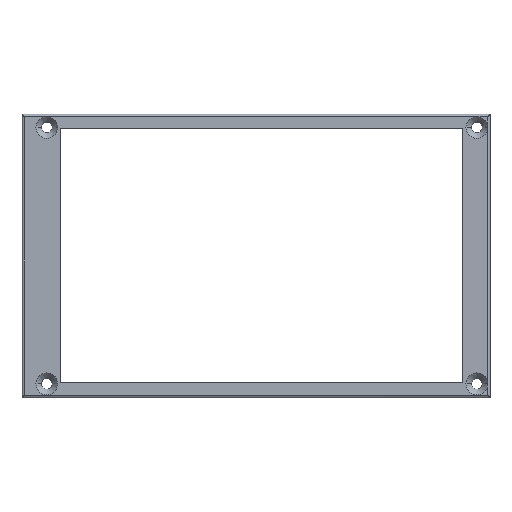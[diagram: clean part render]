
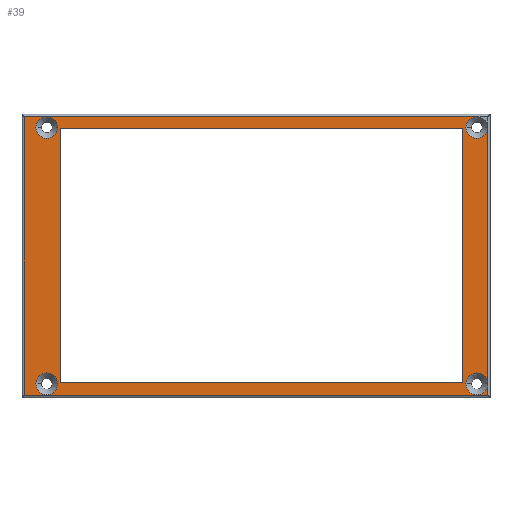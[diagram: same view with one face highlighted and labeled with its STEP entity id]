
A CAD part, top view. The second image highlights one B-rep face of the part: STEP entity #39.
In plain terms, the highlighted planar face has unit normal (0, 0, 1).
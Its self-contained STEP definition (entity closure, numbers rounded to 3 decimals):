
#19=FACE_BOUND('',#103,.T.);
#20=FACE_BOUND('',#104,.T.);
#39=ADVANCED_FACE('',(#68,#19,#20),#505,.T.);
#68=FACE_OUTER_BOUND('',#102,.T.);
#102=EDGE_LOOP('',(#198,#199,#200,#201,#202,#203,#204,#205,#206,#207,#208,
#209,#210));
#103=EDGE_LOOP('',(#211,#212,#213,#214));
#104=EDGE_LOOP('',(#215,#216));
#198=ORIENTED_EDGE('',*,*,#307,.T.);
#199=ORIENTED_EDGE('',*,*,#333,.F.);
#200=ORIENTED_EDGE('',*,*,#298,.F.);
#201=ORIENTED_EDGE('',*,*,#308,.T.);
#202=ORIENTED_EDGE('',*,*,#331,.F.);
#203=ORIENTED_EDGE('',*,*,#316,.F.);
#204=ORIENTED_EDGE('',*,*,#311,.T.);
#205=ORIENTED_EDGE('',*,*,#315,.T.);
#206=ORIENTED_EDGE('',*,*,#292,.T.);
#207=ORIENTED_EDGE('',*,*,#328,.T.);
#208=ORIENTED_EDGE('',*,*,#312,.T.);
#209=ORIENTED_EDGE('',*,*,#314,.T.);
#210=ORIENTED_EDGE('',*,*,#313,.T.);
#211=ORIENTED_EDGE('',*,*,#273,.T.);
#212=ORIENTED_EDGE('',*,*,#277,.T.);
#213=ORIENTED_EDGE('',*,*,#280,.T.);
#214=ORIENTED_EDGE('',*,*,#282,.T.);
#215=ORIENTED_EDGE('',*,*,#336,.F.);
#216=ORIENTED_EDGE('',*,*,#301,.F.);
#273=EDGE_CURVE('',#440,#439,#407,.T.);
#277=EDGE_CURVE('',#439,#442,#411,.T.);
#280=EDGE_CURVE('',#442,#444,#414,.T.);
#282=EDGE_CURVE('',#444,#440,#416,.T.);
#292=EDGE_CURVE('',#450,#471,#339,.T.);
#298=EDGE_CURVE('',#454,#475,#343,.T.);
#301=EDGE_CURVE('',#456,#476,#345,.T.);
#307=EDGE_CURVE('',#461,#454,#421,.T.);
#308=EDGE_CURVE('',#454,#452,#422,.T.);
#311=EDGE_CURVE('',#463,#464,#425,.T.);
#312=EDGE_CURVE('',#464,#465,#426,.T.);
#313=EDGE_CURVE('',#466,#461,#427,.T.);
#314=EDGE_CURVE('',#465,#466,#428,.T.);
#315=EDGE_CURVE('',#464,#450,#347,.T.);
#316=EDGE_CURVE('',#463,#473,#348,.T.);
#328=EDGE_CURVE('',#471,#464,#353,.T.);
#331=EDGE_CURVE('',#473,#452,#355,.T.);
#333=EDGE_CURVE('',#475,#454,#356,.T.);
#336=EDGE_CURVE('',#476,#456,#358,.T.);
#339=TRIMMED_CURVE($,#377,(#1000),(#1001),.T.,.CARTESIAN.);
#343=TRIMMED_CURVE($,#381,(#1020),(#1021),.T.,.CARTESIAN.);
#345=TRIMMED_CURVE($,#383,(#1030),(#1031),.T.,.CARTESIAN.);
#347=TRIMMED_CURVE($,#385,(#1060),(#1061),.T.,.CARTESIAN.);
#348=TRIMMED_CURVE($,#386,(#1063),(#1064),.T.,.CARTESIAN.);
#353=TRIMMED_CURVE($,#391,(#1134),(#1135),.T.,.CARTESIAN.);
#355=TRIMMED_CURVE($,#393,(#1144),(#1145),.T.,.CARTESIAN.);
#356=TRIMMED_CURVE($,#394,(#1151),(#1152),.T.,.CARTESIAN.);
#358=TRIMMED_CURVE($,#396,(#1161),(#1162),.T.,.CARTESIAN.);
#377=CIRCLE('',#619,3.3);
#381=CIRCLE('',#623,3.3);
#383=CIRCLE('',#625,3.3);
#385=CIRCLE('',#627,3.3);
#386=CIRCLE('',#628,3.3);
#391=CIRCLE('',#633,3.3);
#393=CIRCLE('',#635,3.3);
#394=CIRCLE('',#636,3.3);
#396=CIRCLE('',#638,3.3);
#407=B_SPLINE_CURVE_WITH_KNOTS('',1,(#959,#960),.UNSPECIFIED.,.F.,.F.,(2,
2),(0.,122.2),.UNSPECIFIED.);
#411=B_SPLINE_CURVE_WITH_KNOTS('',1,(#967,#968),.UNSPECIFIED.,.F.,.F.,(2,
2),(122.2,123.2),.UNSPECIFIED.);
#414=B_SPLINE_CURVE_WITH_KNOTS('',1,(#973,#974),.UNSPECIFIED.,.F.,.F.,(2,
2),(123.2,245.4),.UNSPECIFIED.);
#416=B_SPLINE_CURVE_WITH_KNOTS('',1,(#977,#978),.UNSPECIFIED.,.F.,.F.,(2,
2),(245.4,246.4),.UNSPECIFIED.);
#421=B_SPLINE_CURVE_WITH_KNOTS('',1,(#1043,#1044),.UNSPECIFIED.,.F.,.F.,
(2,2),(0.7,4.2),.UNSPECIFIED.);
#422=B_SPLINE_CURVE_WITH_KNOTS('',1,(#1045,#1046),.UNSPECIFIED.,.F.,.F.,
(2,2),(4.2,82.),.UNSPECIFIED.);
#425=B_SPLINE_CURVE_WITH_KNOTS('',1,(#1051,#1052),.UNSPECIFIED.,.F.,.F.,
(2,2),(4.,134.5),.UNSPECIFIED.);
#426=B_SPLINE_CURVE_WITH_KNOTS('',1,(#1053,#1054),.UNSPECIFIED.,.F.,.F.,
(2,2),(134.5,141.3),.UNSPECIFIED.);
#427=B_SPLINE_CURVE_WITH_KNOTS('',1,(#1055,#1056),.UNSPECIFIED.,.F.,.F.,
(2,2),(0.7,141.3),.UNSPECIFIED.);
#428=B_SPLINE_CURVE_WITH_KNOTS('',1,(#1057,#1058),.UNSPECIFIED.,.F.,.F.,
(2,2),(0.7,85.3),.UNSPECIFIED.);
#439=VERTEX_POINT('',#901);
#440=VERTEX_POINT('',#902);
#442=VERTEX_POINT('',#904);
#444=VERTEX_POINT('',#906);
#450=VERTEX_POINT('',#912);
#452=VERTEX_POINT('',#914);
#454=VERTEX_POINT('',#916);
#456=VERTEX_POINT('',#918);
#461=VERTEX_POINT('',#923);
#463=VERTEX_POINT('',#925);
#464=VERTEX_POINT('',#926);
#465=VERTEX_POINT('',#927);
#466=VERTEX_POINT('',#928);
#471=VERTEX_POINT('',#933);
#473=VERTEX_POINT('',#935);
#475=VERTEX_POINT('',#937);
#476=VERTEX_POINT('',#938);
#505=PLANE('',#608);
#608=AXIS2_PLACEMENT_3D('',#808,#656,$);
#619=AXIS2_PLACEMENT_3D($,#999,#671,#672);
#623=AXIS2_PLACEMENT_3D($,#1019,#679,#680);
#625=AXIS2_PLACEMENT_3D($,#1029,#683,#684);
#627=AXIS2_PLACEMENT_3D($,#1059,#687,#688);
#628=AXIS2_PLACEMENT_3D($,#1062,#689,#690);
#633=AXIS2_PLACEMENT_3D($,#1133,#699,#700);
#635=AXIS2_PLACEMENT_3D($,#1143,#703,#704);
#636=AXIS2_PLACEMENT_3D($,#1150,#705,#706);
#638=AXIS2_PLACEMENT_3D($,#1160,#709,#710);
#656=DIRECTION('',(0.,0.,1.));
#671=DIRECTION('',(0.,0.,-1.));
#672=DIRECTION('',(1.,0.,0.));
#679=DIRECTION('',(0.,0.,1.));
#680=DIRECTION('',(1.,0.,0.));
#683=DIRECTION('',(0.,0.,1.));
#684=DIRECTION('',(1.,0.,0.));
#687=DIRECTION('',(0.,0.,-1.));
#688=DIRECTION('',(0.,1.,0.));
#689=DIRECTION('',(0.,0.,1.));
#690=DIRECTION('',(0.,1.,0.));
#699=DIRECTION('',(0.,0.,-1.));
#700=DIRECTION('',(-1.,0.,0.));
#703=DIRECTION('',(0.,0.,1.));
#704=DIRECTION('',(-1.,0.,0.));
#705=DIRECTION('',(0.,0.,1.));
#706=DIRECTION('',(-1.,0.,0.));
#709=DIRECTION('',(0.,0.,1.));
#710=DIRECTION('',(-1.,0.,0.));
#808=CARTESIAN_POINT('',(-2.,-51.379,4.));
#901=CARTESIAN_POINT('',(131.8,-55.779,4.));
#902=CARTESIAN_POINT('',(9.6,-55.779,4.));
#904=CARTESIAN_POINT('',(131.8,-132.879,4.));
#906=CARTESIAN_POINT('',(9.6,-132.879,4.));
#912=CARTESIAN_POINT('',(8.8,-55.379,4.));
#914=CARTESIAN_POINT('',(139.3,-55.379,4.));
#916=CARTESIAN_POINT('',(139.3,-133.179,4.));
#918=CARTESIAN_POINT('',(8.8,-133.179,4.));
#923=CARTESIAN_POINT('',(139.3,-136.679,4.));
#925=CARTESIAN_POINT('',(136.,-52.079,4.));
#926=CARTESIAN_POINT('',(5.5,-52.079,4.));
#927=CARTESIAN_POINT('',(-1.3,-52.079,4.));
#928=CARTESIAN_POINT('',(-1.3,-136.679,4.));
#933=CARTESIAN_POINT('',(2.2,-55.379,4.));
#935=CARTESIAN_POINT('',(132.7,-55.379,4.));
#937=CARTESIAN_POINT('',(132.7,-133.179,4.));
#938=CARTESIAN_POINT('',(2.2,-133.179,4.));
#959=CARTESIAN_POINT('',(9.6,-55.779,4.));
#960=CARTESIAN_POINT('',(131.8,-55.779,4.));
#967=CARTESIAN_POINT('',(131.8,-55.779,4.));
#968=CARTESIAN_POINT('',(131.8,-132.879,4.));
#973=CARTESIAN_POINT('',(131.8,-132.879,4.));
#974=CARTESIAN_POINT('',(9.6,-132.879,4.));
#977=CARTESIAN_POINT('',(9.6,-132.879,4.));
#978=CARTESIAN_POINT('',(9.6,-55.779,4.));
#999=CARTESIAN_POINT('',(5.5,-55.379,4.));
#1000=CARTESIAN_POINT('',(8.8,-55.379,4.));
#1001=CARTESIAN_POINT('',(2.2,-55.379,4.));
#1019=CARTESIAN_POINT('',(136.,-133.179,4.));
#1020=CARTESIAN_POINT('',(139.3,-133.179,4.));
#1021=CARTESIAN_POINT('',(132.7,-133.179,4.));
#1029=CARTESIAN_POINT('',(5.5,-133.179,4.));
#1030=CARTESIAN_POINT('',(8.8,-133.179,4.));
#1031=CARTESIAN_POINT('',(2.2,-133.179,4.));
#1043=CARTESIAN_POINT('',(139.3,-136.679,4.));
#1044=CARTESIAN_POINT('',(139.3,-133.179,4.));
#1045=CARTESIAN_POINT('',(139.3,-133.179,4.));
#1046=CARTESIAN_POINT('',(139.3,-55.379,4.));
#1051=CARTESIAN_POINT('',(136.,-52.079,4.));
#1052=CARTESIAN_POINT('',(5.5,-52.079,4.));
#1053=CARTESIAN_POINT('',(5.5,-52.079,4.));
#1054=CARTESIAN_POINT('',(-1.3,-52.079,4.));
#1055=CARTESIAN_POINT('',(-1.3,-136.679,4.));
#1056=CARTESIAN_POINT('',(139.3,-136.679,4.));
#1057=CARTESIAN_POINT('',(-1.3,-52.079,4.));
#1058=CARTESIAN_POINT('',(-1.3,-136.679,4.));
#1059=CARTESIAN_POINT('',(5.5,-55.379,4.));
#1060=CARTESIAN_POINT('',(5.5,-52.079,4.));
#1061=CARTESIAN_POINT('',(8.8,-55.379,4.));
#1062=CARTESIAN_POINT('',(136.,-55.379,4.));
#1063=CARTESIAN_POINT('',(136.,-52.079,4.));
#1064=CARTESIAN_POINT('',(132.7,-55.379,4.));
#1133=CARTESIAN_POINT('',(5.5,-55.379,4.));
#1134=CARTESIAN_POINT('',(2.2,-55.379,4.));
#1135=CARTESIAN_POINT('',(5.5,-52.079,4.));
#1143=CARTESIAN_POINT('',(136.,-55.379,4.));
#1144=CARTESIAN_POINT('',(132.7,-55.379,4.));
#1145=CARTESIAN_POINT('',(139.3,-55.379,4.));
#1150=CARTESIAN_POINT('',(136.,-133.179,4.));
#1151=CARTESIAN_POINT('',(132.7,-133.179,4.));
#1152=CARTESIAN_POINT('',(139.3,-133.179,4.));
#1160=CARTESIAN_POINT('',(5.5,-133.179,4.));
#1161=CARTESIAN_POINT('',(2.2,-133.179,4.));
#1162=CARTESIAN_POINT('',(8.8,-133.179,4.));
